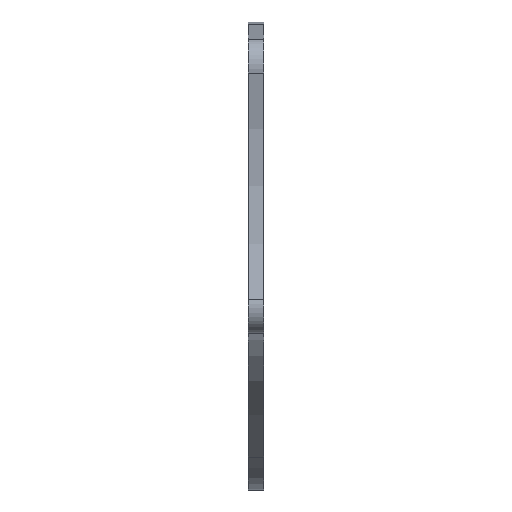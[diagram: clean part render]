
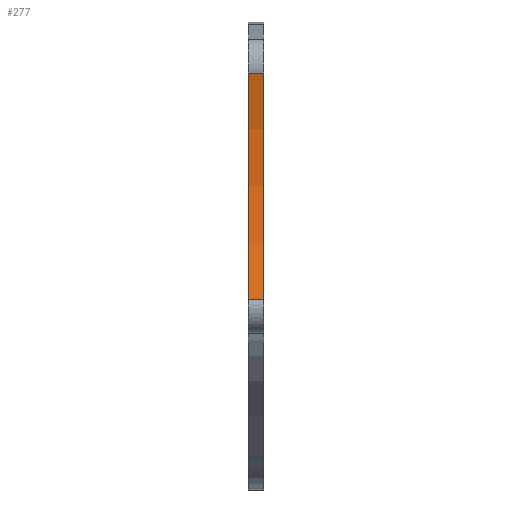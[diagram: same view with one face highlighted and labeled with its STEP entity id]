
A CAD part, top view. The second image highlights one B-rep face of the part: STEP entity #277.
In plain terms, the highlighted cylindrical face has radius 150 mm (diameter 300 mm), a partial arc.
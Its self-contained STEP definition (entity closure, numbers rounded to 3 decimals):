
#225=CARTESIAN_POINT('Vertex',(-6.,156.656,251.587)) ;
#228=CARTESIAN_POINT('Line Origine',(-3.,156.656,251.587)) ;
#232=CARTESIAN_POINT('Vertex',(0.,156.656,251.587)) ;
#247=CARTESIAN_POINT('Axis2P3D Location',(-3.,114.,395.394)) ;
#252=CARTESIAN_POINT('Axis2P3D Location',(-6.,114.,395.394)) ;
#256=CARTESIAN_POINT('Vertex',(-6.,71.344,251.587)) ;
#259=CARTESIAN_POINT('Line Origine',(-3.,71.344,251.587)) ;
#263=CARTESIAN_POINT('Vertex',(0.,71.344,251.587)) ;
#266=CARTESIAN_POINT('Axis2P3D Location',(0.,114.,395.394)) ;
#229=DIRECTION('Vector Direction',(1.,0.,0.)) ;
#248=DIRECTION('Axis2P3D Direction',(1.,0.,0.)) ;
#249=DIRECTION('Axis2P3D XDirection',(0.,-0.284,-0.959)) ;
#253=DIRECTION('Axis2P3D Direction',(1.,0.,0.)) ;
#260=DIRECTION('Vector Direction',(1.,0.,0.)) ;
#267=DIRECTION('Axis2P3D Direction',(1.,0.,0.)) ;
#250=AXIS2_PLACEMENT_3D('Cylinder Axis2P3D',#247,#248,#249) ;
#254=AXIS2_PLACEMENT_3D('Circle Axis2P3D',#252,#253,$) ;
#268=AXIS2_PLACEMENT_3D('Circle Axis2P3D',#266,#267,$) ;
#272=ORIENTED_EDGE('',*,*,#258,.T.) ;
#273=ORIENTED_EDGE('',*,*,#265,.F.) ;
#274=ORIENTED_EDGE('',*,*,#270,.F.) ;
#275=ORIENTED_EDGE('',*,*,#234,.T.) ;
#230=VECTOR('Line Direction',#229,1.) ;
#261=VECTOR('Line Direction',#260,1.) ;
#277=ADVANCED_FACE('',(#276),#251,.F.) ;
#255=CIRCLE('generated circle',#254,150.) ;
#269=CIRCLE('generated circle',#268,150.) ;
#251=CYLINDRICAL_SURFACE('generated cylinder',#250,150.) ;
#234=EDGE_CURVE('',#233,#226,#231,.F.) ;
#258=EDGE_CURVE('',#226,#257,#255,.F.) ;
#265=EDGE_CURVE('',#264,#257,#262,.F.) ;
#270=EDGE_CURVE('',#233,#264,#269,.F.) ;
#271=EDGE_LOOP('',(#272,#273,#274,#275)) ;
#276=FACE_OUTER_BOUND('',#271,.T.) ;
#231=LINE('Line',#228,#230) ;
#262=LINE('Line',#259,#261) ;
#226=VERTEX_POINT('',#225) ;
#233=VERTEX_POINT('',#232) ;
#257=VERTEX_POINT('',#256) ;
#264=VERTEX_POINT('',#263) ;
